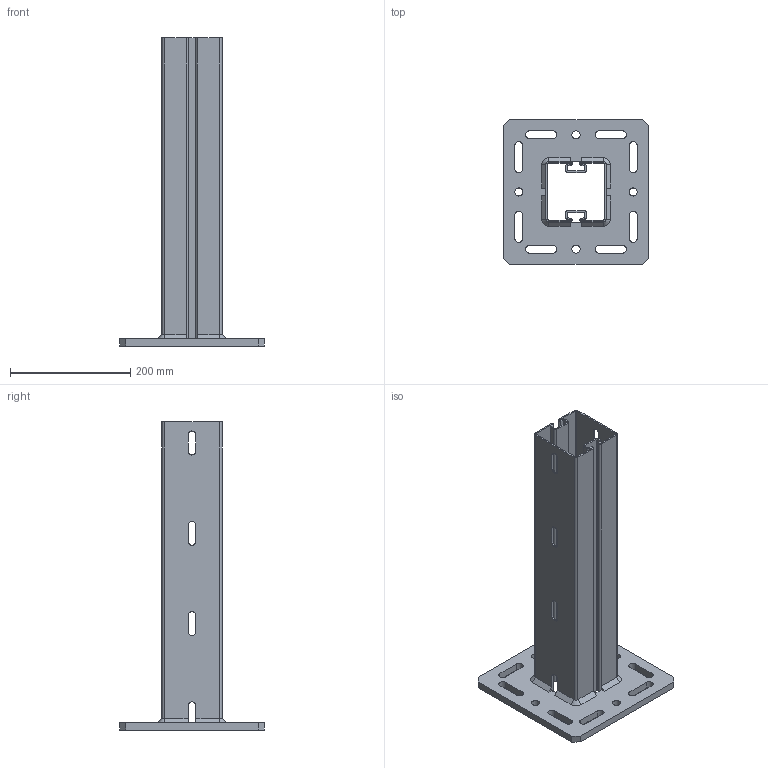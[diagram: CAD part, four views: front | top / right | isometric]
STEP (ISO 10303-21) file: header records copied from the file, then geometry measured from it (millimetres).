
FILE_DESCRIPTION((''),'2;1');
FILE_NAME('135617.stp','2010-07-22T13:23:06',('DMK009'),(''),'Autodesk Inventor 2010','Autodesk Inventor 2010','');
FILE_SCHEMA(('AUTOMOTIVE_DESIGN { 1 0 10303 214 1 1 1 1 }'));
Length unit declared in the file: millimetre
Products named in the file (1): 135617
Bounding box: 240 x 240 x 512 mm (x, y, z)
Volume: 1128223.1 mm3; surface area: 615025.8 mm2
Topology: 1 solids, 1 shells, 178 faces, 528 edges, 344 vertices
Faces by surface type: plane 102, cylinder 72, cone 4
Full cylindrical faces by diameter (mm): 13.5 x4
Entity records: 6189 total; most frequent: ORIENTED_EDGE 1048, CARTESIAN_POINT 1047, DIRECTION 1030, EDGE_CURVE 524, VECTOR 376, LINE 376, VERTEX_POINT 344, AXIS2_PLACEMENT_3D 327
